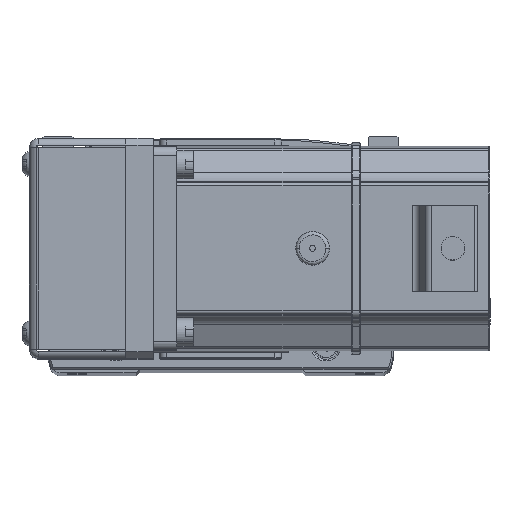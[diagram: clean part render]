
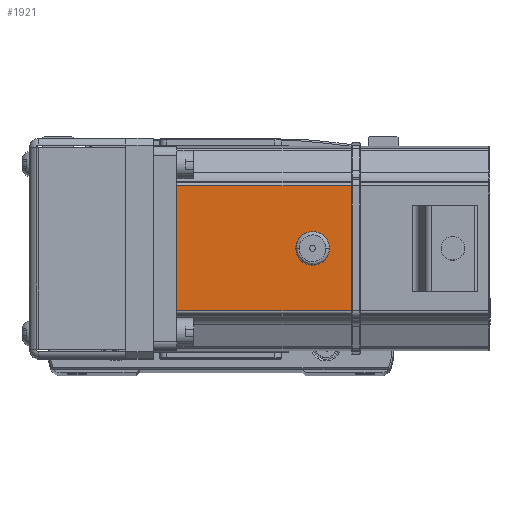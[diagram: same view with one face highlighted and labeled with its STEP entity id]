
A CAD part, top view. The second image highlights one B-rep face of the part: STEP entity #1921.
In plain terms, the highlighted planar face has unit normal (0, 0, 1).
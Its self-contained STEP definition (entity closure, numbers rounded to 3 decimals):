
#961 = VECTOR ( 'NONE', #13360, 1000. ) ;
#1921 = ADVANCED_FACE ( 'NONE', ( #75717, #75016 ), #56734, .T. ) ;
#4315 = CARTESIAN_POINT ( 'NONE',  ( -13., 54.939, 154.2 ) ) ;
#4979 = CARTESIAN_POINT ( 'NONE',  ( 38.5, 18.062, 154.2 ) ) ;
#5849 = ORIENTED_EDGE ( 'NONE', *, *, #42969, .F. ) ;
#6668 = AXIS2_PLACEMENT_3D ( 'NONE', #25132, #66001, #31079 ) ;
#6775 = VERTEX_POINT ( 'NONE', #72804 ) ;
#9192 = VERTEX_POINT ( 'NONE', #19198 ) ;
#10181 = CIRCLE ( 'NONE', #21844, 3.9 ) ;
#12639 = LINE ( 'NONE', #31482, #73068 ) ;
#12915 = VERTEX_POINT ( 'NONE', #29119 ) ;
#13360 = DIRECTION ( 'NONE',  ( 1., 0., 0. ) ) ;
#13464 = VERTEX_POINT ( 'NONE', #4315 ) ;
#14528 = EDGE_LOOP ( 'NONE', ( #31177, #25571 ) ) ;
#15582 = VERTEX_POINT ( 'NONE', #4979 ) ;
#16396 = VERTEX_POINT ( 'NONE', #72000 ) ;
#16584 = LINE ( 'NONE', #54538, #961 ) ;
#17485 = VECTOR ( 'NONE', #39046, 1000. ) ;
#19198 = CARTESIAN_POINT ( 'NONE',  ( 31., 36.5, 154.2 ) ) ;
#21844 = AXIS2_PLACEMENT_3D ( 'NONE', #64990, #30064, #70785 ) ;
#22508 = CIRCLE ( 'NONE', #6668, 3.9 ) ;
#25132 = CARTESIAN_POINT ( 'NONE',  ( 27.1, 36.5, 154.2 ) ) ;
#25571 = ORIENTED_EDGE ( 'NONE', *, *, #75624, .T. ) ;
#29119 = CARTESIAN_POINT ( 'NONE',  ( 23.2, 36.5, 154.2 ) ) ;
#30064 = DIRECTION ( 'NONE',  ( 0., 0., -1. ) ) ;
#31079 = DIRECTION ( 'NONE',  ( -1., 0., 0. ) ) ;
#31177 = ORIENTED_EDGE ( 'NONE', *, *, #36906, .T. ) ;
#31482 = CARTESIAN_POINT ( 'NONE',  ( 38.5, 70.559, 154.2 ) ) ;
#31518 = EDGE_CURVE ( 'NONE', #16396, #15582, #16584, .T. ) ;
#35167 = DIRECTION ( 'NONE',  ( -1., 0., 0. ) ) ;
#36906 = EDGE_CURVE ( 'NONE', #12915, #9192, #10181, .T. ) ;
#39046 = DIRECTION ( 'NONE',  ( 0., -1., 0. ) ) ;
#41406 = ORIENTED_EDGE ( 'NONE', *, *, #31518, .T. ) ;
#41741 = EDGE_CURVE ( 'NONE', #13464, #16396, #64226, .T. ) ;
#42969 = EDGE_CURVE ( 'NONE', #6775, #15582, #12639, .T. ) ;
#43878 = EDGE_CURVE ( 'NONE', #6775, #13464, #75688, .T. ) ;
#44989 = VECTOR ( 'NONE', #35167, 1000. ) ;
#46365 = EDGE_LOOP ( 'NONE', ( #47715, #41406, #5849, #58186 ) ) ;
#46453 = AXIS2_PLACEMENT_3D ( 'NONE', #56325, #55205, #55113 ) ;
#47715 = ORIENTED_EDGE ( 'NONE', *, *, #41741, .T. ) ;
#54538 = CARTESIAN_POINT ( 'NONE',  ( 41.075, 18.062, 154.2 ) ) ;
#55113 = DIRECTION ( 'NONE',  ( -1., 0., 0. ) ) ;
#55205 = DIRECTION ( 'NONE',  ( 0., 0., 1. ) ) ;
#56325 = CARTESIAN_POINT ( 'NONE',  ( 41.075, 56.782, 154.2 ) ) ;
#56671 = CARTESIAN_POINT ( 'NONE',  ( -13., 56.782, 154.2 ) ) ;
#56734 = PLANE ( 'NONE',  #46453 ) ;
#58186 = ORIENTED_EDGE ( 'NONE', *, *, #43878, .T. ) ;
#64226 = LINE ( 'NONE', #56671, #17485 ) ;
#64990 = CARTESIAN_POINT ( 'NONE',  ( 27.1, 36.5, 154.2 ) ) ;
#66001 = DIRECTION ( 'NONE',  ( 0., 0., -1. ) ) ;
#66388 = DIRECTION ( 'NONE',  ( 0., -1., 0. ) ) ;
#70017 = CARTESIAN_POINT ( 'NONE',  ( 41.075, 54.939, 154.2 ) ) ;
#70785 = DIRECTION ( 'NONE',  ( -1., 0., 0. ) ) ;
#72000 = CARTESIAN_POINT ( 'NONE',  ( -13., 18.062, 154.2 ) ) ;
#72804 = CARTESIAN_POINT ( 'NONE',  ( 38.5, 54.939, 154.2 ) ) ;
#73068 = VECTOR ( 'NONE', #66388, 1000. ) ;
#75016 = FACE_OUTER_BOUND ( 'NONE', #46365, .T. ) ;
#75624 = EDGE_CURVE ( 'NONE', #9192, #12915, #22508, .T. ) ;
#75688 = LINE ( 'NONE', #70017, #44989 ) ;
#75717 = FACE_BOUND ( 'NONE', #14528, .T. ) ;
